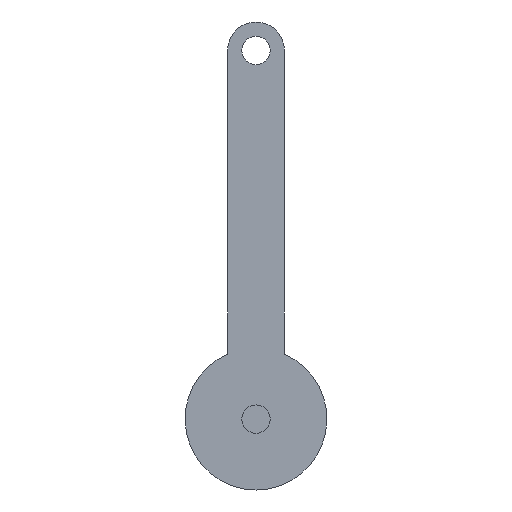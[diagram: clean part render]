
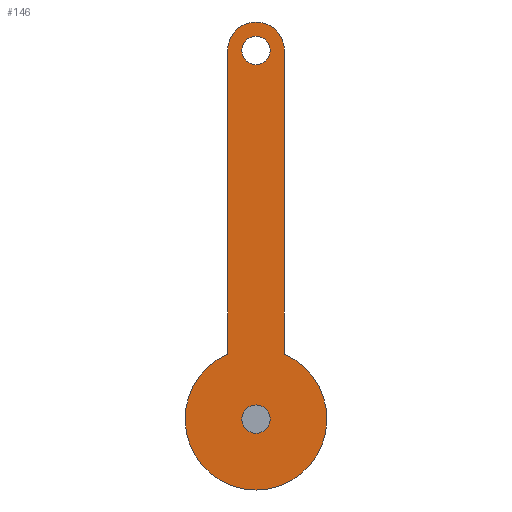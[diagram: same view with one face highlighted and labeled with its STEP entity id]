
A CAD part, front view. The second image highlights one B-rep face of the part: STEP entity #146.
In plain terms, the highlighted planar face has unit normal (0, -1, 0).
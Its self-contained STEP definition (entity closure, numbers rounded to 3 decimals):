
#23=PLANE('',#173);
#28=LINE('',#237,#36);
#32=LINE('',#245,#40);
#36=VECTOR('',#193,1000.);
#40=VECTOR('',#199,1000.);
#62=ORIENTED_EDGE('',*,*,#86,.F.);
#63=ORIENTED_EDGE('',*,*,#87,.F.);
#64=ORIENTED_EDGE('',*,*,#83,.T.);
#65=ORIENTED_EDGE('',*,*,#78,.F.);
#66=ORIENTED_EDGE('',*,*,#73,.T.);
#67=ORIENTED_EDGE('',*,*,#82,.F.);
#73=EDGE_CURVE('',#89,#90,#101,.T.);
#78=EDGE_CURVE('',#89,#94,#28,.T.);
#82=EDGE_CURVE('',#96,#90,#32,.T.);
#83=EDGE_CURVE('',#96,#94,#103,.T.);
#86=EDGE_CURVE('',#98,#98,#106,.T.);
#87=EDGE_CURVE('',#99,#99,#107,.T.);
#89=VERTEX_POINT('',#227);
#90=VERTEX_POINT('',#228);
#94=VERTEX_POINT('',#238);
#96=VERTEX_POINT('',#244);
#98=VERTEX_POINT('',#254);
#99=VERTEX_POINT('',#256);
#101=CIRCLE('',#164,10.);
#103=CIRCLE('',#169,25.);
#106=CIRCLE('',#174,5.);
#107=CIRCLE('',#175,5.);
#115=EDGE_LOOP('',(#62));
#116=EDGE_LOOP('',(#63));
#117=EDGE_LOOP('',(#64,#65,#66,#67));
#129=FACE_BOUND('',#115,.T.);
#130=FACE_BOUND('',#116,.T.);
#131=FACE_BOUND('',#117,.T.);
#146=ADVANCED_FACE('',(#129,#130,#131),#23,.T.);
#164=AXIS2_PLACEMENT_3D('',#226,#184,#185);
#169=AXIS2_PLACEMENT_3D('',#247,#202,#203);
#173=AXIS2_PLACEMENT_3D('',#252,#210,#211);
#174=AXIS2_PLACEMENT_3D('',#253,#212,#213);
#175=AXIS2_PLACEMENT_3D('',#255,#214,#215);
#184=DIRECTION('',(0.,-1.,0.));
#185=DIRECTION('',(1.,0.,0.));
#193=DIRECTION('',(0.,0.,-1.));
#199=DIRECTION('',(0.,0.,1.));
#202=DIRECTION('',(0.,-1.,0.));
#203=DIRECTION('',(1.,0.,0.));
#210=DIRECTION('',(0.,-1.,0.));
#211=DIRECTION('',(0.,0.,-1.));
#212=DIRECTION('',(0.,-1.,0.));
#213=DIRECTION('',(1.,0.,0.));
#214=DIRECTION('',(0.,-1.,0.));
#215=DIRECTION('',(1.,0.,0.));
#226=CARTESIAN_POINT('',(0.,0.,130.));
#227=CARTESIAN_POINT('',(10.,0.,130.));
#228=CARTESIAN_POINT('',(-10.,0.,130.));
#237=CARTESIAN_POINT('',(10.,0.,130.));
#238=CARTESIAN_POINT('',(10.,0.,22.913));
#244=CARTESIAN_POINT('',(-10.,0.,22.913));
#245=CARTESIAN_POINT('',(-10.,0.,130.));
#247=CARTESIAN_POINT('',(0.,0.,0.));
#252=CARTESIAN_POINT('',(0.,0.,0.));
#253=CARTESIAN_POINT('',(0.,0.,0.));
#254=CARTESIAN_POINT('',(5.,0.,0.));
#255=CARTESIAN_POINT('',(0.,0.,130.));
#256=CARTESIAN_POINT('',(5.,0.,130.));
